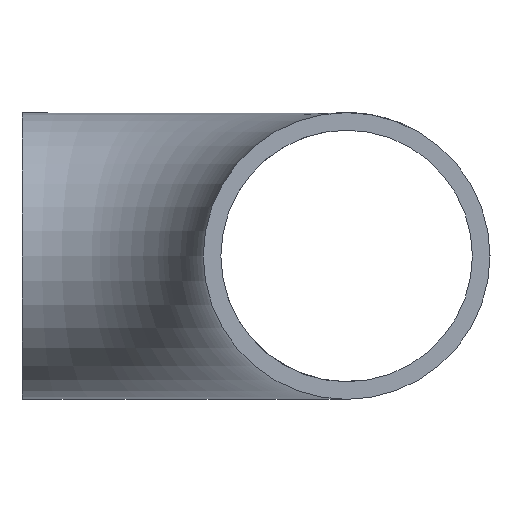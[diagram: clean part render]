
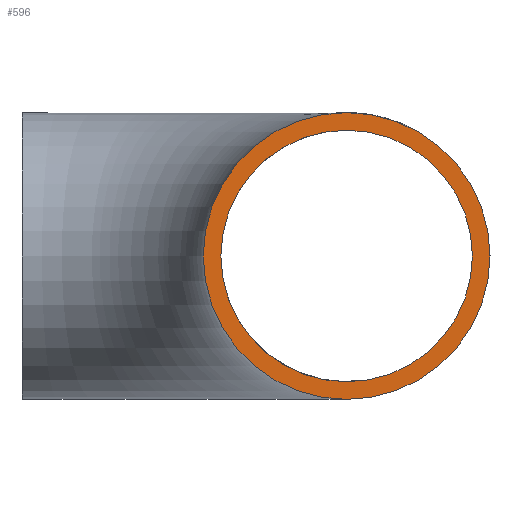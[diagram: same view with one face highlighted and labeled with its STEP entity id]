
A CAD part, left-side view. The second image highlights one B-rep face of the part: STEP entity #596.
In plain terms, the highlighted planar face has unit normal (-1, 0, 0).
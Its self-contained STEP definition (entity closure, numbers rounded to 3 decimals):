
#239 = DIRECTION ( 'NONE',  ( 0., 0., -1. ) ) ;
#363 = FACE_BOUND ( 'NONE', #1303, .T. ) ;
#596 = ADVANCED_FACE ( 'NONE', ( #363, #5428 ), #8130, .F. ) ;
#929 = ORIENTED_EDGE ( 'NONE', *, *, #7339, .F. ) ;
#1188 = CIRCLE ( 'NONE', #13567, 18.6 ) ;
#1303 = EDGE_LOOP ( 'NONE', ( #11638, #11908 ) ) ;
#2234 = CARTESIAN_POINT ( 'NONE',  ( 0., 0., 18.6 ) ) ;
#2283 = AXIS2_PLACEMENT_3D ( 'NONE', #13827, #16504, #13911 ) ;
#3376 = VERTEX_POINT ( 'NONE', #7297 ) ;
#3543 = EDGE_CURVE ( 'NONE', #6124, #4134, #1188, .T. ) ;
#3730 = CIRCLE ( 'NONE', #16050, 21.2 ) ;
#3857 = EDGE_CURVE ( 'NONE', #4134, #6124, #7405, .T. ) ;
#4134 = VERTEX_POINT ( 'NONE', #4504 ) ;
#4504 = CARTESIAN_POINT ( 'NONE',  ( 0., 0., -18.6 ) ) ;
#5188 = EDGE_CURVE ( 'NONE', #3376, #10351, #3730, .T. ) ;
#5428 = FACE_OUTER_BOUND ( 'NONE', #12361, .T. ) ;
#6077 = CARTESIAN_POINT ( 'NONE',  ( 0., 0., 0. ) ) ;
#6124 = VERTEX_POINT ( 'NONE', #2234 ) ;
#6523 = DIRECTION ( 'NONE',  ( 0., 0., -1. ) ) ;
#6682 = CARTESIAN_POINT ( 'NONE',  ( 0., 0., 0. ) ) ;
#7044 = CARTESIAN_POINT ( 'NONE',  ( 0., 0., 21.2 ) ) ;
#7297 = CARTESIAN_POINT ( 'NONE',  ( 0., 0., -21.2 ) ) ;
#7339 = EDGE_CURVE ( 'NONE', #10351, #3376, #7775, .T. ) ;
#7405 = CIRCLE ( 'NONE', #2283, 18.6 ) ;
#7518 = DIRECTION ( 'NONE',  ( 0., 0., -1. ) ) ;
#7775 = CIRCLE ( 'NONE', #8315, 21.2 ) ;
#8080 = DIRECTION ( 'NONE',  ( 1., 0., 0. ) ) ;
#8130 = PLANE ( 'NONE',  #8803 ) ;
#8315 = AXIS2_PLACEMENT_3D ( 'NONE', #6077, #16314, #7518 ) ;
#8803 = AXIS2_PLACEMENT_3D ( 'NONE', #6682, #11813, #6523 ) ;
#9329 = CARTESIAN_POINT ( 'NONE',  ( 0., 0., 0. ) ) ;
#10351 = VERTEX_POINT ( 'NONE', #7044 ) ;
#11638 = ORIENTED_EDGE ( 'NONE', *, *, #3543, .T. ) ;
#11813 = DIRECTION ( 'NONE',  ( 1., 0., 0. ) ) ;
#11908 = ORIENTED_EDGE ( 'NONE', *, *, #3857, .T. ) ;
#12361 = EDGE_LOOP ( 'NONE', ( #13807, #929 ) ) ;
#13003 = DIRECTION ( 'NONE',  ( 1., 0., 0. ) ) ;
#13567 = AXIS2_PLACEMENT_3D ( 'NONE', #16528, #13003, #16609 ) ;
#13807 = ORIENTED_EDGE ( 'NONE', *, *, #5188, .F. ) ;
#13827 = CARTESIAN_POINT ( 'NONE',  ( 0., 0., 0. ) ) ;
#13911 = DIRECTION ( 'NONE',  ( 0., 0., -1. ) ) ;
#16050 = AXIS2_PLACEMENT_3D ( 'NONE', #9329, #8080, #239 ) ;
#16314 = DIRECTION ( 'NONE',  ( 1., 0., 0. ) ) ;
#16504 = DIRECTION ( 'NONE',  ( 1., 0., 0. ) ) ;
#16528 = CARTESIAN_POINT ( 'NONE',  ( 0., 0., 0. ) ) ;
#16609 = DIRECTION ( 'NONE',  ( 0., 0., -1. ) ) ;
